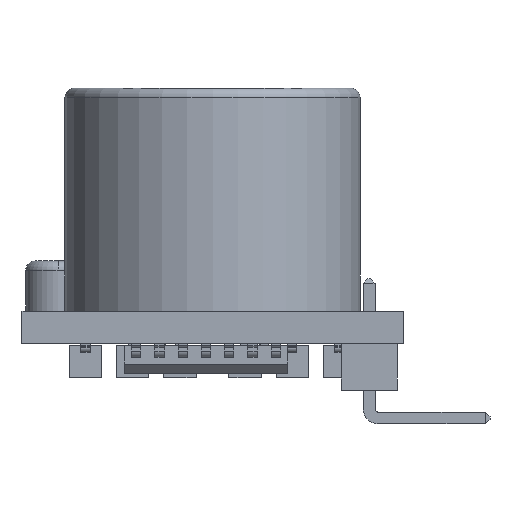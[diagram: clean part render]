
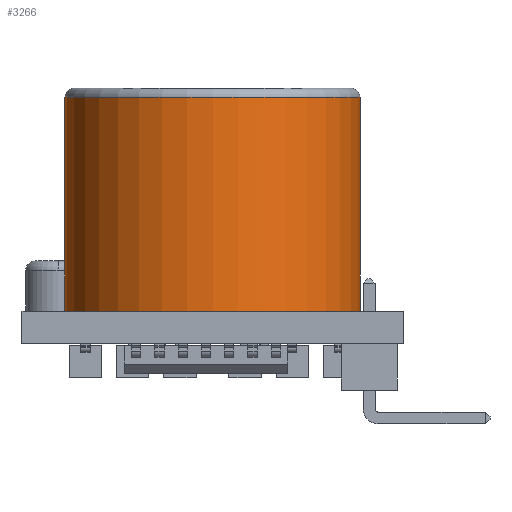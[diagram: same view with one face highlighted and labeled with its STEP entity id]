
A CAD part, front view. The second image highlights one B-rep face of the part: STEP entity #3266.
In plain terms, the highlighted cylindrical face has radius 7.94 mm (diameter 15.88 mm), a partial arc.
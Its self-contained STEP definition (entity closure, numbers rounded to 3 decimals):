
#72 = CIRCLE ( 'NONE', #2600, 7.94 ) ;
#351 = CARTESIAN_POINT ( 'NONE',  ( -7.94, 0., 0. ) ) ;
#738 = VERTEX_POINT ( 'NONE', #9582 ) ;
#957 = AXIS2_PLACEMENT_3D ( 'NONE', #4707, #10648, #2240 ) ;
#983 = DIRECTION ( 'NONE',  ( 0., 1., 0. ) ) ;
#1042 = LINE ( 'NONE', #5210, #2757 ) ;
#1142 = VERTEX_POINT ( 'NONE', #10745 ) ;
#1147 = ORIENTED_EDGE ( 'NONE', *, *, #6166, .F. ) ;
#1346 = CARTESIAN_POINT ( 'NONE',  ( 0., 0., 0. ) ) ;
#1662 = FACE_OUTER_BOUND ( 'NONE', #2818, .T. ) ;
#1719 = EDGE_CURVE ( 'NONE', #1142, #3630, #1042, .T. ) ;
#2058 = CIRCLE ( 'NONE', #957, 7.94 ) ;
#2240 = DIRECTION ( 'NONE',  ( -1., 0., 0. ) ) ;
#2600 = AXIS2_PLACEMENT_3D ( 'NONE', #10200, #6863, #6025 ) ;
#2757 = VECTOR ( 'NONE', #983, 1000. ) ;
#2818 = EDGE_LOOP ( 'NONE', ( #10618, #8356, #3317, #1147 ) ) ;
#3149 = DIRECTION ( 'NONE',  ( -1., 0., 0. ) ) ;
#3266 = ADVANCED_FACE ( 'NONE', ( #1662 ), #4428, .T. ) ;
#3315 = VERTEX_POINT ( 'NONE', #7228 ) ;
#3317 = ORIENTED_EDGE ( 'NONE', *, *, #4068, .T. ) ;
#3320 = EDGE_CURVE ( 'NONE', #738, #1142, #2058, .T. ) ;
#3630 = VERTEX_POINT ( 'NONE', #9560 ) ;
#4068 = EDGE_CURVE ( 'NONE', #3630, #3315, #72, .T. ) ;
#4428 = CYLINDRICAL_SURFACE ( 'NONE', #9456, 7.94 ) ;
#4707 = CARTESIAN_POINT ( 'NONE',  ( 0., -11.5, 0. ) ) ;
#5210 = CARTESIAN_POINT ( 'NONE',  ( 7.94, 0., 0. ) ) ;
#6025 = DIRECTION ( 'NONE',  ( 1., 0., 0. ) ) ;
#6166 = EDGE_CURVE ( 'NONE', #738, #3315, #6936, .T. ) ;
#6863 = DIRECTION ( 'NONE',  ( 0., -1., 0. ) ) ;
#6936 = LINE ( 'NONE', #351, #8681 ) ;
#7228 = CARTESIAN_POINT ( 'NONE',  ( -7.94, 0., 0. ) ) ;
#8356 = ORIENTED_EDGE ( 'NONE', *, *, #1719, .T. ) ;
#8681 = VECTOR ( 'NONE', #10408, 1000. ) ;
#9456 = AXIS2_PLACEMENT_3D ( 'NONE', #1346, #10719, #3149 ) ;
#9560 = CARTESIAN_POINT ( 'NONE',  ( 7.94, 0., 0. ) ) ;
#9582 = CARTESIAN_POINT ( 'NONE',  ( -7.94, -11.5, 0. ) ) ;
#10200 = CARTESIAN_POINT ( 'NONE',  ( 0., 0., 0. ) ) ;
#10408 = DIRECTION ( 'NONE',  ( 0., 1., 0. ) ) ;
#10618 = ORIENTED_EDGE ( 'NONE', *, *, #3320, .T. ) ;
#10648 = DIRECTION ( 'NONE',  ( 0., 1., 0. ) ) ;
#10719 = DIRECTION ( 'NONE',  ( 0., 1., 0. ) ) ;
#10745 = CARTESIAN_POINT ( 'NONE',  ( 7.94, -11.5, 0. ) ) ;
